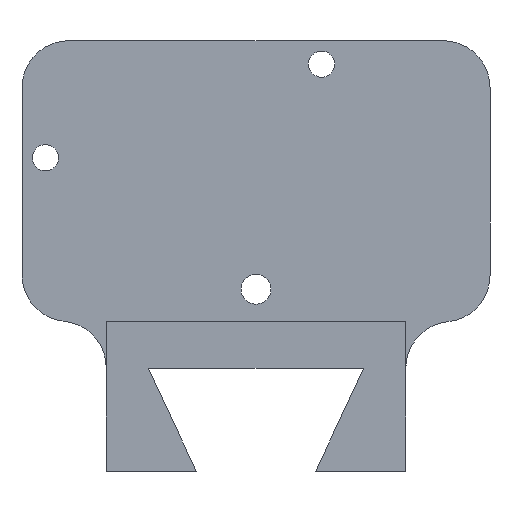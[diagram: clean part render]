
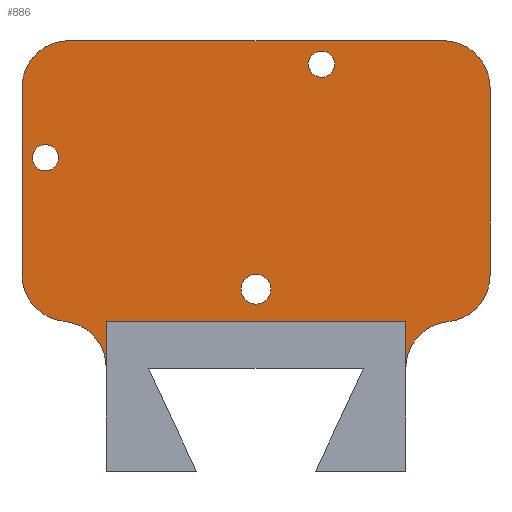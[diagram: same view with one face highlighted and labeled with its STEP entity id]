
A CAD part, left-side view. The second image highlights one B-rep face of the part: STEP entity #886.
In plain terms, the highlighted planar face has unit normal (-1, 0, 0).
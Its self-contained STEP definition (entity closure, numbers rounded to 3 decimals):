
#40=CARTESIAN_POINT('Vertex',(11.,-8.4,43.5)) ;
#45=CARTESIAN_POINT('Axis2P3D Location',(11.,-7.,43.5)) ;
#49=CARTESIAN_POINT('Vertex',(11.,-5.6,43.5)) ;
#260=CARTESIAN_POINT('Axis2P3D Location',(11.,-7.,43.5)) ;
#281=CARTESIAN_POINT('Vertex',(11.,25.,41.)) ;
#288=CARTESIAN_POINT('Vertex',(11.,25.,21.)) ;
#291=CARTESIAN_POINT('Line Origine',(11.,25.,31.)) ;
#308=CARTESIAN_POINT('Axis2P3D Location',(11.,20.,41.)) ;
#312=CARTESIAN_POINT('Vertex',(11.,20.,46.)) ;
#336=CARTESIAN_POINT('Vertex',(11.,20.5,16.025)) ;
#343=CARTESIAN_POINT('Vertex',(11.,16.,11.05)) ;
#346=CARTESIAN_POINT('Axis2P3D Location',(11.,21.,11.05)) ;
#363=CARTESIAN_POINT('Axis2P3D Location',(11.,20.,21.)) ;
#380=CARTESIAN_POINT('Line Origine',(11.,0.,46.)) ;
#384=CARTESIAN_POINT('Vertex',(11.,-20.,46.)) ;
#404=CARTESIAN_POINT('Axis2P3D Location',(11.,-20.,41.)) ;
#408=CARTESIAN_POINT('Vertex',(11.,-25.,41.)) ;
#428=CARTESIAN_POINT('Line Origine',(11.,-25.,30.975)) ;
#432=CARTESIAN_POINT('Vertex',(11.,-25.,20.95)) ;
#452=CARTESIAN_POINT('Axis2P3D Location',(11.,-20.,20.95)) ;
#456=CARTESIAN_POINT('Vertex',(11.,-20.5,15.975)) ;
#476=CARTESIAN_POINT('Axis2P3D Location',(11.,-21.,11.)) ;
#480=CARTESIAN_POINT('Vertex',(11.,-16.,11.)) ;
#500=CARTESIAN_POINT('Line Origine',(11.,-16.,13.5)) ;
#504=CARTESIAN_POINT('Vertex',(11.,-16.,16.)) ;
#685=CARTESIAN_POINT('Vertex',(11.,16.,16.)) ;
#688=CARTESIAN_POINT('Line Origine',(11.,16.,13.525)) ;
#741=CARTESIAN_POINT('Vertex',(11.,0.,16.)) ;
#744=CARTESIAN_POINT('Line Origine',(11.,8.,16.)) ;
#756=CARTESIAN_POINT('Line Origine',(11.,-8.,16.)) ;
#777=CARTESIAN_POINT('Vertex',(11.,-1.6,19.45)) ;
#780=CARTESIAN_POINT('Axis2P3D Location',(11.,0.,19.45)) ;
#784=CARTESIAN_POINT('Vertex',(11.,1.6,19.45)) ;
#799=CARTESIAN_POINT('Axis2P3D Location',(11.,0.,19.45)) ;
#820=CARTESIAN_POINT('Vertex',(11.,21.1,33.5)) ;
#827=CARTESIAN_POINT('Vertex',(11.,23.9,33.5)) ;
#830=CARTESIAN_POINT('Axis2P3D Location',(11.,22.5,33.5)) ;
#842=CARTESIAN_POINT('Axis2P3D Location',(11.,22.5,33.5)) ;
#854=CARTESIAN_POINT('Axis2P3D Location',(11.,0.,0.)) ;
#293=VECTOR('Line Direction',#292,1.) ;
#382=VECTOR('Line Direction',#381,1.) ;
#430=VECTOR('Line Direction',#429,1.) ;
#502=VECTOR('Line Direction',#501,1.) ;
#690=VECTOR('Line Direction',#689,1.) ;
#746=VECTOR('Line Direction',#745,1.) ;
#758=VECTOR('Line Direction',#757,1.) ;
#46=DIRECTION('Axis2P3D Direction',(-1.,0.,-0.)) ;
#261=DIRECTION('Axis2P3D Direction',(-1.,0.,-0.)) ;
#292=DIRECTION('Vector Direction',(0.,0.,1.)) ;
#309=DIRECTION('Axis2P3D Direction',(-1.,0.,0.)) ;
#347=DIRECTION('Axis2P3D Direction',(1.,0.,0.)) ;
#364=DIRECTION('Axis2P3D Direction',(-1.,0.,0.)) ;
#381=DIRECTION('Vector Direction',(0.,-1.,0.)) ;
#405=DIRECTION('Axis2P3D Direction',(-1.,0.,0.)) ;
#429=DIRECTION('Vector Direction',(0.,0.,-1.)) ;
#453=DIRECTION('Axis2P3D Direction',(1.,0.,0.)) ;
#477=DIRECTION('Axis2P3D Direction',(1.,0.,0.)) ;
#501=DIRECTION('Vector Direction',(0.,0.,1.)) ;
#689=DIRECTION('Vector Direction',(0.,0.,1.)) ;
#745=DIRECTION('Vector Direction',(0.,-1.,0.)) ;
#757=DIRECTION('Vector Direction',(0.,-1.,0.)) ;
#781=DIRECTION('Axis2P3D Direction',(-1.,0.,-0.)) ;
#800=DIRECTION('Axis2P3D Direction',(-1.,0.,-0.)) ;
#831=DIRECTION('Axis2P3D Direction',(1.,0.,-0.)) ;
#843=DIRECTION('Axis2P3D Direction',(1.,0.,-0.)) ;
#855=DIRECTION('Axis2P3D Direction',(1.,0.,0.)) ;
#856=DIRECTION('Axis2P3D XDirection',(0.,1.,0.)) ;
#47=AXIS2_PLACEMENT_3D('Circle Axis2P3D',#45,#46,$) ;
#262=AXIS2_PLACEMENT_3D('Circle Axis2P3D',#260,#261,$) ;
#310=AXIS2_PLACEMENT_3D('Circle Axis2P3D',#308,#309,$) ;
#348=AXIS2_PLACEMENT_3D('Circle Axis2P3D',#346,#347,$) ;
#365=AXIS2_PLACEMENT_3D('Circle Axis2P3D',#363,#364,$) ;
#406=AXIS2_PLACEMENT_3D('Circle Axis2P3D',#404,#405,$) ;
#454=AXIS2_PLACEMENT_3D('Circle Axis2P3D',#452,#453,$) ;
#478=AXIS2_PLACEMENT_3D('Circle Axis2P3D',#476,#477,$) ;
#782=AXIS2_PLACEMENT_3D('Circle Axis2P3D',#780,#781,$) ;
#801=AXIS2_PLACEMENT_3D('Circle Axis2P3D',#799,#800,$) ;
#832=AXIS2_PLACEMENT_3D('Circle Axis2P3D',#830,#831,$) ;
#844=AXIS2_PLACEMENT_3D('Circle Axis2P3D',#842,#843,$) ;
#857=AXIS2_PLACEMENT_3D('Plane Axis2P3D',#854,#855,#856) ;
#294=LINE('Line',#291,#293) ;
#383=LINE('Line',#380,#382) ;
#431=LINE('Line',#428,#430) ;
#503=LINE('Line',#500,#502) ;
#691=LINE('Line',#688,#690) ;
#747=LINE('Line',#744,#746) ;
#759=LINE('Line',#756,#758) ;
#48=CIRCLE('generated circle',#47,1.4) ;
#263=CIRCLE('generated circle',#262,1.4) ;
#311=CIRCLE('generated circle',#310,5.) ;
#349=CIRCLE('generated circle',#348,5.) ;
#366=CIRCLE('generated circle',#365,5.) ;
#407=CIRCLE('generated circle',#406,5.) ;
#455=CIRCLE('generated circle',#454,5.) ;
#479=CIRCLE('generated circle',#478,5.) ;
#783=CIRCLE('generated circle',#782,1.6) ;
#802=CIRCLE('generated circle',#801,1.6) ;
#833=CIRCLE('generated circle',#832,1.4) ;
#845=CIRCLE('generated circle',#844,1.4) ;
#858=PLANE('',#857) ;
#877=FACE_BOUND('',#874,.T.) ;
#881=FACE_BOUND('',#878,.T.) ;
#885=FACE_BOUND('',#882,.T.) ;
#51=EDGE_CURVE('',#50,#41,#48,.F.) ;
#264=EDGE_CURVE('',#41,#50,#263,.F.) ;
#295=EDGE_CURVE('',#289,#282,#294,.T.) ;
#314=EDGE_CURVE('',#282,#313,#311,.F.) ;
#350=EDGE_CURVE('',#337,#344,#349,.T.) ;
#367=EDGE_CURVE('',#337,#289,#366,.F.) ;
#386=EDGE_CURVE('',#313,#385,#383,.T.) ;
#410=EDGE_CURVE('',#385,#409,#407,.F.) ;
#434=EDGE_CURVE('',#409,#433,#431,.T.) ;
#458=EDGE_CURVE('',#433,#457,#455,.T.) ;
#482=EDGE_CURVE('',#481,#457,#479,.T.) ;
#506=EDGE_CURVE('',#481,#505,#503,.T.) ;
#692=EDGE_CURVE('',#686,#344,#691,.F.) ;
#748=EDGE_CURVE('',#742,#686,#747,.F.) ;
#760=EDGE_CURVE('',#505,#742,#759,.F.) ;
#786=EDGE_CURVE('',#785,#778,#783,.F.) ;
#803=EDGE_CURVE('',#778,#785,#802,.F.) ;
#834=EDGE_CURVE('',#821,#828,#833,.T.) ;
#846=EDGE_CURVE('',#828,#821,#845,.T.) ;
#860=ORIENTED_EDGE('',*,*,#748,.F.) ;
#861=ORIENTED_EDGE('',*,*,#760,.F.) ;
#862=ORIENTED_EDGE('',*,*,#506,.F.) ;
#863=ORIENTED_EDGE('',*,*,#482,.T.) ;
#864=ORIENTED_EDGE('',*,*,#458,.F.) ;
#865=ORIENTED_EDGE('',*,*,#434,.F.) ;
#866=ORIENTED_EDGE('',*,*,#410,.F.) ;
#867=ORIENTED_EDGE('',*,*,#386,.F.) ;
#868=ORIENTED_EDGE('',*,*,#314,.F.) ;
#869=ORIENTED_EDGE('',*,*,#295,.F.) ;
#870=ORIENTED_EDGE('',*,*,#367,.F.) ;
#871=ORIENTED_EDGE('',*,*,#350,.T.) ;
#872=ORIENTED_EDGE('',*,*,#692,.F.) ;
#875=ORIENTED_EDGE('',*,*,#51,.T.) ;
#876=ORIENTED_EDGE('',*,*,#264,.T.) ;
#879=ORIENTED_EDGE('',*,*,#834,.T.) ;
#880=ORIENTED_EDGE('',*,*,#846,.T.) ;
#883=ORIENTED_EDGE('',*,*,#786,.T.) ;
#884=ORIENTED_EDGE('',*,*,#803,.T.) ;
#859=EDGE_LOOP('',(#860,#861,#862,#863,#864,#865,#866,#867,#868,#869,#870,#871,#872)) ;
#874=EDGE_LOOP('',(#875,#876)) ;
#878=EDGE_LOOP('',(#879,#880)) ;
#882=EDGE_LOOP('',(#883,#884)) ;
#41=VERTEX_POINT('',#40) ;
#50=VERTEX_POINT('',#49) ;
#282=VERTEX_POINT('',#281) ;
#289=VERTEX_POINT('',#288) ;
#313=VERTEX_POINT('',#312) ;
#337=VERTEX_POINT('',#336) ;
#344=VERTEX_POINT('',#343) ;
#385=VERTEX_POINT('',#384) ;
#409=VERTEX_POINT('',#408) ;
#433=VERTEX_POINT('',#432) ;
#457=VERTEX_POINT('',#456) ;
#481=VERTEX_POINT('',#480) ;
#505=VERTEX_POINT('',#504) ;
#686=VERTEX_POINT('',#685) ;
#742=VERTEX_POINT('',#741) ;
#778=VERTEX_POINT('',#777) ;
#785=VERTEX_POINT('',#784) ;
#821=VERTEX_POINT('',#820) ;
#828=VERTEX_POINT('',#827) ;
#886=ADVANCED_FACE('PartBody',(#873,#877,#881,#885),#858,.F.) ;
#873=FACE_OUTER_BOUND('',#859,.T.) ;
